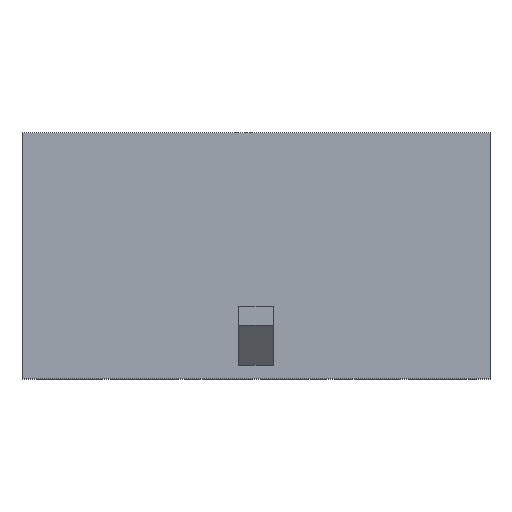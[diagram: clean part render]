
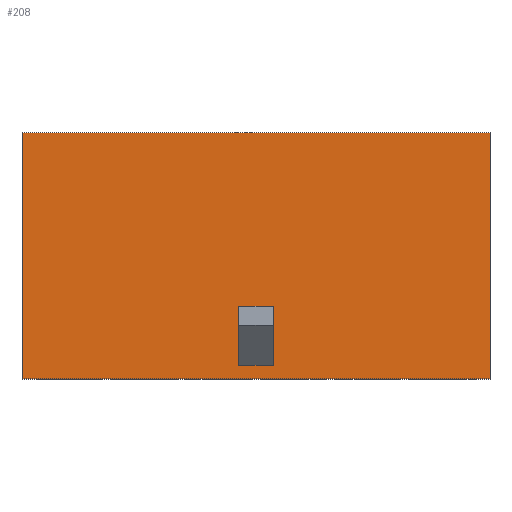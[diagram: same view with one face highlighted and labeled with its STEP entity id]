
A CAD part, top view. The second image highlights one B-rep face of the part: STEP entity #208.
In plain terms, the highlighted planar face has unit normal (0, 0, 1).
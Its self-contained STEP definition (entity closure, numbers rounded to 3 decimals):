
#208=ADVANCED_FACE('',(#462,#463),#336,.T.);
#336=PLANE('',#2527);
#462=FACE_BOUND('',#505,.T.);
#463=FACE_BOUND('',#506,.T.);
#505=EDGE_LOOP('',(#750,#751,#752,#753));
#506=EDGE_LOOP('',(#754,#755,#756,#757));
#750=ORIENTED_EDGE('',*,*,#1629,.T.);
#751=ORIENTED_EDGE('',*,*,#1536,.T.);
#752=ORIENTED_EDGE('',*,*,#1630,.T.);
#753=ORIENTED_EDGE('',*,*,#1631,.T.);
#754=ORIENTED_EDGE('',*,*,#1632,.T.);
#755=ORIENTED_EDGE('',*,*,#1633,.T.);
#756=ORIENTED_EDGE('',*,*,#1634,.F.);
#757=ORIENTED_EDGE('',*,*,#1635,.F.);
#1314=VERTEX_POINT('',#3264);
#1315=VERTEX_POINT('',#3266);
#1392=VERTEX_POINT('',#3572);
#1393=VERTEX_POINT('',#3574);
#1394=VERTEX_POINT('',#3577);
#1395=VERTEX_POINT('',#3578);
#1396=VERTEX_POINT('',#3580);
#1397=VERTEX_POINT('',#3582);
#1536=EDGE_CURVE('',#1315,#1314,#1872,.T.);
#1629=EDGE_CURVE('',#1392,#1315,#1943,.T.);
#1630=EDGE_CURVE('',#1314,#1393,#1944,.T.);
#1631=EDGE_CURVE('',#1393,#1392,#1945,.T.);
#1632=EDGE_CURVE('',#1394,#1395,#1946,.T.);
#1633=EDGE_CURVE('',#1395,#1396,#1947,.T.);
#1634=EDGE_CURVE('',#1397,#1396,#1948,.T.);
#1635=EDGE_CURVE('',#1394,#1397,#1949,.T.);
#1872=LINE('',#3265,#2186);
#1943=LINE('',#3571,#2257);
#1944=LINE('',#3573,#2258);
#1945=LINE('',#3575,#2259);
#1946=LINE('',#3576,#2260);
#1947=LINE('',#3579,#2261);
#1948=LINE('',#3581,#2262);
#1949=LINE('',#3583,#2263);
#2186=VECTOR('',#2651,1.);
#2257=VECTOR('',#2778,1.);
#2258=VECTOR('',#2779,1.);
#2259=VECTOR('',#2780,1.);
#2260=VECTOR('',#2781,1.);
#2261=VECTOR('',#2782,1.);
#2262=VECTOR('',#2783,1.);
#2263=VECTOR('',#2784,1.);
#2527=AXIS2_PLACEMENT_3D('',#3584,#2785,#2786);
#2651=DIRECTION('',(1.,0.,0.));
#2778=DIRECTION('',(0.,-1.,0.));
#2779=DIRECTION('',(0.,1.,0.));
#2780=DIRECTION('',(-1.,0.,0.));
#2781=DIRECTION('',(-1.,0.,0.));
#2782=DIRECTION('',(0.,1.,0.));
#2783=DIRECTION('',(-1.,0.,0.));
#2784=DIRECTION('',(0.,1.,0.));
#2785=DIRECTION('',(0.,0.,1.));
#2786=DIRECTION('',(1.,0.,0.));
#3264=CARTESIAN_POINT('',(9.425,-4.955,3.86));
#3265=CARTESIAN_POINT('',(-9.425,-4.955,3.86));
#3266=CARTESIAN_POINT('',(-9.425,-4.955,3.86));
#3571=CARTESIAN_POINT('',(-9.425,4.955,3.86));
#3572=CARTESIAN_POINT('',(-9.425,4.955,3.86));
#3573=CARTESIAN_POINT('',(9.425,-4.955,3.86));
#3574=CARTESIAN_POINT('',(9.425,4.955,3.86));
#3575=CARTESIAN_POINT('',(9.425,4.955,3.86));
#3576=CARTESIAN_POINT('',(0.7,-4.395,3.86));
#3577=CARTESIAN_POINT('',(0.7,-4.395,3.86));
#3578=CARTESIAN_POINT('',(-0.7,-4.395,3.86));
#3579=CARTESIAN_POINT('',(-0.7,-4.395,3.86));
#3580=CARTESIAN_POINT('',(-0.7,-2.035,3.86));
#3581=CARTESIAN_POINT('',(0.7,-2.035,3.86));
#3582=CARTESIAN_POINT('',(0.7,-2.035,3.86));
#3583=CARTESIAN_POINT('',(0.7,-4.395,3.86));
#3584=CARTESIAN_POINT('',(0.,0.,3.86));
